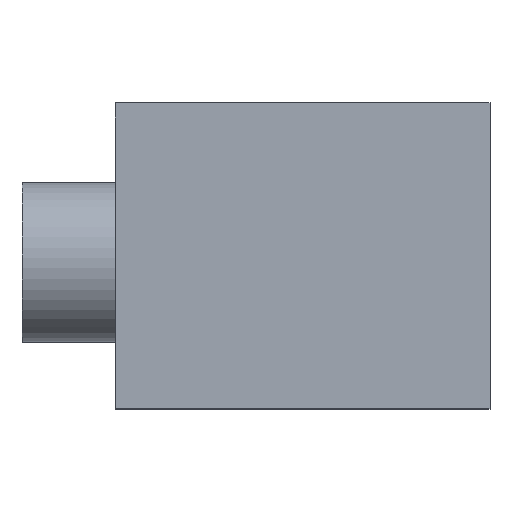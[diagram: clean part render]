
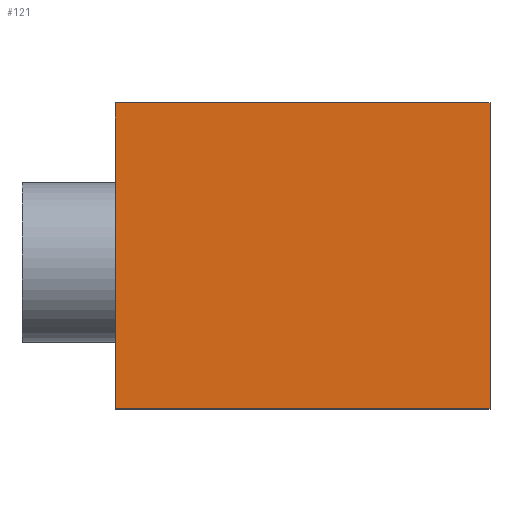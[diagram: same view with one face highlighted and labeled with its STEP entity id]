
A CAD part, top view. The second image highlights one B-rep face of the part: STEP entity #121.
In plain terms, the highlighted planar face has unit normal (0, 0, 1).
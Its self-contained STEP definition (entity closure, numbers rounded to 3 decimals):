
#25=B_SPLINE_CURVE_WITH_KNOTS('',1,(#1600,#1601),.UNSPECIFIED.,.F.,.F.,
(2,2),(0.,14.1),.UNSPECIFIED.);
#29=B_SPLINE_CURVE_WITH_KNOTS('',1,(#1608,#1609),.UNSPECIFIED.,.F.,.F.,
(2,2),(14.1,25.6),.UNSPECIFIED.);
#32=B_SPLINE_CURVE_WITH_KNOTS('',1,(#1614,#1615),.UNSPECIFIED.,.F.,.F.,
(2,2),(25.6,39.7),.UNSPECIFIED.);
#34=B_SPLINE_CURVE_WITH_KNOTS('',1,(#1618,#1619),.UNSPECIFIED.,.F.,.F.,
(2,2),(39.7,51.2),.UNSPECIFIED.);
#121=ADVANCED_FACE('',(#179),#871,.T.);
#179=FACE_OUTER_BOUND('',#249,.T.);
#249=EDGE_LOOP('',(#498,#499,#500,#501));
#498=ORIENTED_EDGE('',*,*,#618,.T.);
#499=ORIENTED_EDGE('',*,*,#622,.T.);
#500=ORIENTED_EDGE('',*,*,#625,.T.);
#501=ORIENTED_EDGE('',*,*,#627,.T.);
#618=EDGE_CURVE('',#809,#808,#25,.T.);
#622=EDGE_CURVE('',#808,#811,#29,.T.);
#625=EDGE_CURVE('',#811,#813,#32,.T.);
#627=EDGE_CURVE('',#813,#809,#34,.T.);
#808=VERTEX_POINT('',#1590);
#809=VERTEX_POINT('',#1591);
#811=VERTEX_POINT('',#1593);
#813=VERTEX_POINT('',#1595);
#871=PLANE('',#1017);
#1017=AXIS2_PLACEMENT_3D('',#1587,#1078,$);
#1078=DIRECTION('',(0.,0.,1.));
#1587=CARTESIAN_POINT('',(0.,0.,6.));
#1590=CARTESIAN_POINT('',(14.1,0.,6.));
#1591=CARTESIAN_POINT('',(0.,0.,6.));
#1593=CARTESIAN_POINT('',(14.1,11.5,6.));
#1595=CARTESIAN_POINT('',(0.,11.5,6.));
#1600=CARTESIAN_POINT('',(0.,0.,6.));
#1601=CARTESIAN_POINT('',(14.1,0.,6.));
#1608=CARTESIAN_POINT('',(14.1,0.,6.));
#1609=CARTESIAN_POINT('',(14.1,11.5,6.));
#1614=CARTESIAN_POINT('',(14.1,11.5,6.));
#1615=CARTESIAN_POINT('',(0.,11.5,6.));
#1618=CARTESIAN_POINT('',(0.,11.5,6.));
#1619=CARTESIAN_POINT('',(0.,0.,6.));
